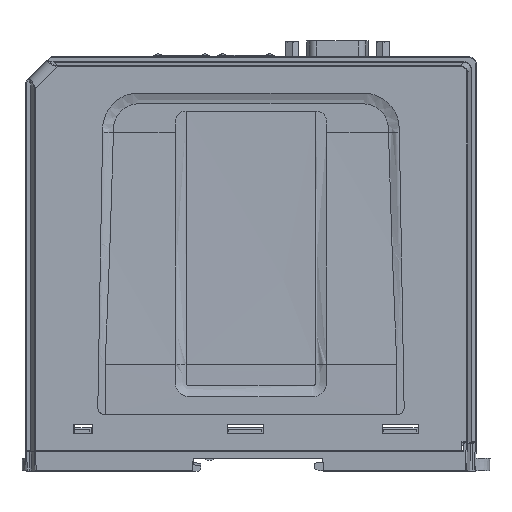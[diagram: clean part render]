
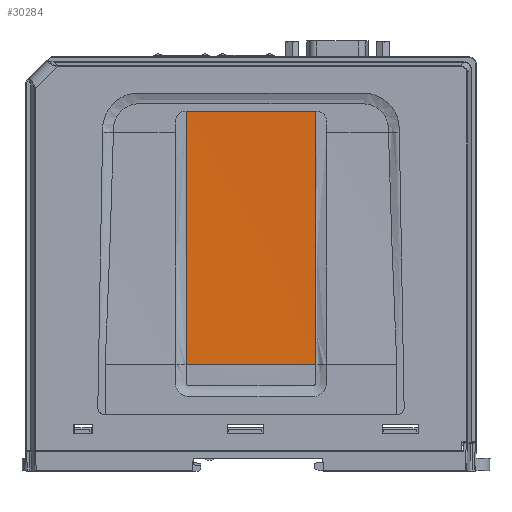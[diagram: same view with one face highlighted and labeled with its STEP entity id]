
A CAD part, top view. The second image highlights one B-rep face of the part: STEP entity #30284.
In plain terms, the highlighted free-form (B-spline) face has degree [3, 3] with [7, 6] control points.
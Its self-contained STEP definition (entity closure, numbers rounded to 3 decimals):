
#694 = CARTESIAN_POINT ( 'NONE',  ( -65.044, -10.762, 12.474 ) ) ;
#705 = CARTESIAN_POINT ( 'NONE',  ( -53.045, -10.762, 12.474 ) ) ;
#710 = CARTESIAN_POINT ( 'NONE',  ( -77.046, -10.762, 12.474 ) ) ;
#711 = CARTESIAN_POINT ( 'NONE',  ( -89.045, -10.762, 12.474 ) ) ;
#1440 = B_SPLINE_CURVE_WITH_KNOTS ( 'NONE', 3,
 ( #705, #694, #710, #711 ),
 .UNSPECIFIED., .F., .F.,
 ( 4, 4 ),
 ( 0., 1. ),
 .UNSPECIFIED. ) ;
#4105 = ORIENTED_EDGE ( 'NONE', *, *, #18911, .T. ) ;
#4106 = ORIENTED_EDGE ( 'NONE', *, *, #19141, .F. ) ;
#4107 = ORIENTED_EDGE ( 'NONE', *, *, #18827, .T. ) ;
#9581 = CARTESIAN_POINT ( 'NONE',  ( -89.045, 59.439, 12.5 ) ) ;
#9593 = CARTESIAN_POINT ( 'NONE',  ( -53.045, 59.439, 12.5 ) ) ;
#9707 = CARTESIAN_POINT ( 'NONE',  ( -53.045, -10.762, 12.474 ) ) ;
#9772 = CARTESIAN_POINT ( 'NONE',  ( -89.045, -10.762, 12.474 ) ) ;
#11275 = VERTEX_POINT ( 'NONE', #9581 ) ;
#11289 = VERTEX_POINT ( 'NONE', #9593 ) ;
#11436 = VERTEX_POINT ( 'NONE', #9707 ) ;
#11523 = VERTEX_POINT ( 'NONE', #9772 ) ;
#14691 = CARTESIAN_POINT ( 'NONE',  ( -53.045, 51.639, 12.5 ) ) ;
#14692 = FACE_OUTER_BOUND ( 'NONE', #22304, .T. ) ;
#14693 = CARTESIAN_POINT ( 'NONE',  ( -53.045, 59.439, 12.5 ) ) ;
#14695 = CARTESIAN_POINT ( 'NONE',  ( -53.045, 36.039, 12.5 ) ) ;
#14696 = CARTESIAN_POINT ( 'NONE',  ( -53.044, 12.637, 12.2 ) ) ;
#14697 = CARTESIAN_POINT ( 'NONE',  ( -53.045, -2.962, 12.431 ) ) ;
#14698 = CARTESIAN_POINT ( 'NONE',  ( -53.045, -10.762, 12.474 ) ) ;
#14699 = CARTESIAN_POINT ( 'NONE',  ( -56.045, 59.439, 12.5 ) ) ;
#14700 = CARTESIAN_POINT ( 'NONE',  ( -56.045, 51.639, 12.5 ) ) ;
#14701 = CARTESIAN_POINT ( 'NONE',  ( -56.045, 36.039, 12.5 ) ) ;
#14702 = CARTESIAN_POINT ( 'NONE',  ( -56.044, 12.637, 12.2 ) ) ;
#14703 = CARTESIAN_POINT ( 'NONE',  ( -56.045, -2.962, 12.431 ) ) ;
#14704 = CARTESIAN_POINT ( 'NONE',  ( -56.045, -10.762, 12.474 ) ) ;
#14705 = CARTESIAN_POINT ( 'NONE',  ( -62.045, 59.439, 12.5 ) ) ;
#14706 = CARTESIAN_POINT ( 'NONE',  ( -62.045, 51.639, 12.5 ) ) ;
#14707 = CARTESIAN_POINT ( 'NONE',  ( -62.045, 36.039, 12.5 ) ) ;
#14708 = CARTESIAN_POINT ( 'NONE',  ( -62.044, 12.637, 12.2 ) ) ;
#14709 = CARTESIAN_POINT ( 'NONE',  ( -62.045, -2.962, 12.431 ) ) ;
#14710 = CARTESIAN_POINT ( 'NONE',  ( -62.045, -10.762, 12.474 ) ) ;
#14711 = CARTESIAN_POINT ( 'NONE',  ( -71.045, 59.439, 12.5 ) ) ;
#14712 = CARTESIAN_POINT ( 'NONE',  ( -71.045, 51.639, 12.5 ) ) ;
#14713 = CARTESIAN_POINT ( 'NONE',  ( -71.045, 36.039, 12.5 ) ) ;
#14714 = CARTESIAN_POINT ( 'NONE',  ( -71.045, 12.637, 12.2 ) ) ;
#14715 = CARTESIAN_POINT ( 'NONE',  ( -71.045, -2.962, 12.431 ) ) ;
#14716 = CARTESIAN_POINT ( 'NONE',  ( -71.045, -10.762, 12.474 ) ) ;
#14717 = CARTESIAN_POINT ( 'NONE',  ( -80.045, 59.439, 12.5 ) ) ;
#14718 = CARTESIAN_POINT ( 'NONE',  ( -80.045, 51.639, 12.5 ) ) ;
#14719 = CARTESIAN_POINT ( 'NONE',  ( -80.045, 36.039, 12.5 ) ) ;
#14720 = CARTESIAN_POINT ( 'NONE',  ( -80.045, 12.637, 12.2 ) ) ;
#14721 = CARTESIAN_POINT ( 'NONE',  ( -80.045, -2.962, 12.431 ) ) ;
#14722 = CARTESIAN_POINT ( 'NONE',  ( -80.045, -10.762, 12.474 ) ) ;
#14723 = CARTESIAN_POINT ( 'NONE',  ( -86.045, 59.439, 12.5 ) ) ;
#14724 = CARTESIAN_POINT ( 'NONE',  ( -86.045, 51.639, 12.5 ) ) ;
#14725 = CARTESIAN_POINT ( 'NONE',  ( -86.045, 36.039, 12.5 ) ) ;
#14726 = CARTESIAN_POINT ( 'NONE',  ( -86.045, 12.637, 12.2 ) ) ;
#14727 = CARTESIAN_POINT ( 'NONE',  ( -86.045, -2.962, 12.431 ) ) ;
#14728 = CARTESIAN_POINT ( 'NONE',  ( -86.045, -10.762, 12.474 ) ) ;
#14729 = CARTESIAN_POINT ( 'NONE',  ( -89.045, 59.439, 12.5 ) ) ;
#14730 = CARTESIAN_POINT ( 'NONE',  ( -89.045, 51.639, 12.5 ) ) ;
#14731 = CARTESIAN_POINT ( 'NONE',  ( -89.045, 36.039, 12.5 ) ) ;
#14732 = CARTESIAN_POINT ( 'NONE',  ( -89.045, 12.637, 12.2 ) ) ;
#14733 = CARTESIAN_POINT ( 'NONE',  ( -89.045, -2.962, 12.431 ) ) ;
#14734 = CARTESIAN_POINT ( 'NONE',  ( -89.045, -10.762, 12.474 ) ) ;
#18827 = EDGE_CURVE ( 'NONE', #11275, #11523, #64308, .T. ) ;
#18905 = EDGE_CURVE ( 'NONE', #11289, #11275, #63894, .T. ) ;
#18911 = EDGE_CURVE ( 'NONE', #11436, #11289, #51301, .T. ) ;
#19141 = EDGE_CURVE ( 'NONE', #11436, #11523, #1440, .T. ) ;
#22304 = EDGE_LOOP ( 'NONE', ( #25916, #4107, #4106, #4105 ) ) ;
#25916 = ORIENTED_EDGE ( 'NONE', *, *, #18905, .T. ) ;
#30284 = ADVANCED_FACE ( 'NONE', ( #14692 ), #51856, .T. ) ;
#51301 = B_SPLINE_CURVE_WITH_KNOTS ( 'NONE', 3,
 ( #63909, #63905, #63914, #63915, #63916, #63917 ),
 .UNSPECIFIED., .F., .F.,
 ( 4, 1, 1, 4 ),
 ( 0., 0.333, 0.667, 1. ),
 .UNSPECIFIED. ) ;
#51856 = B_SPLINE_SURFACE_WITH_KNOTS ( 'NONE', 3, 3, ( 
 ( #14693, #14691, #14695, #14696, #14697, #14698 ),
 ( #14699, #14700, #14701, #14702, #14703, #14704 ),
 ( #14705, #14706, #14707, #14708, #14709, #14710 ),
 ( #14711, #14712, #14713, #14714, #14715, #14716 ),
 ( #14717, #14718, #14719, #14720, #14721, #14722 ),
 ( #14723, #14724, #14725, #14726, #14727, #14728 ),
 ( #14729, #14730, #14731, #14732, #14733, #14734 ) ),
 .UNSPECIFIED., .F., .F., .F.,
 ( 4, 1, 1, 1, 4 ),
 ( 4, 1, 1, 4 ),
 ( 0., 0.25, 0.5, 0.75, 1. ),
 ( 0., 0.333, 0.667, 1. ),
 .UNSPECIFIED. ) ;
#56347 = VECTOR ( 'NONE', #63896, 1000. ) ;
#62860 = CARTESIAN_POINT ( 'NONE',  ( -89.045, 51.639, 12.5 ) ) ;
#62911 = CARTESIAN_POINT ( 'NONE',  ( -89.045, 59.439, 12.5 ) ) ;
#62921 = CARTESIAN_POINT ( 'NONE',  ( -89.045, 36.039, 12.5 ) ) ;
#62923 = CARTESIAN_POINT ( 'NONE',  ( -89.045, 12.637, 12.2 ) ) ;
#62925 = CARTESIAN_POINT ( 'NONE',  ( -89.045, -2.962, 12.431 ) ) ;
#62926 = CARTESIAN_POINT ( 'NONE',  ( -89.045, -10.762, 12.474 ) ) ;
#63894 = LINE ( 'NONE', #63895, #56347 ) ;
#63895 = CARTESIAN_POINT ( 'NONE',  ( -8.545, 59.439, 12.5 ) ) ;
#63896 = DIRECTION ( 'NONE',  ( -1., 0., 0. ) ) ;
#63905 = CARTESIAN_POINT ( 'NONE',  ( -53.045, -2.962, 12.431 ) ) ;
#63909 = CARTESIAN_POINT ( 'NONE',  ( -53.045, -10.762, 12.474 ) ) ;
#63914 = CARTESIAN_POINT ( 'NONE',  ( -53.044, 12.637, 12.2 ) ) ;
#63915 = CARTESIAN_POINT ( 'NONE',  ( -53.045, 36.039, 12.5 ) ) ;
#63916 = CARTESIAN_POINT ( 'NONE',  ( -53.045, 51.639, 12.5 ) ) ;
#63917 = CARTESIAN_POINT ( 'NONE',  ( -53.045, 59.439, 12.5 ) ) ;
#64308 = B_SPLINE_CURVE_WITH_KNOTS ( 'NONE', 3,
 ( #62911, #62860, #62921, #62923, #62925, #62926 ),
 .UNSPECIFIED., .F., .F.,
 ( 4, 1, 1, 4 ),
 ( 0., 0.333, 0.667, 1. ),
 .UNSPECIFIED. ) ;
